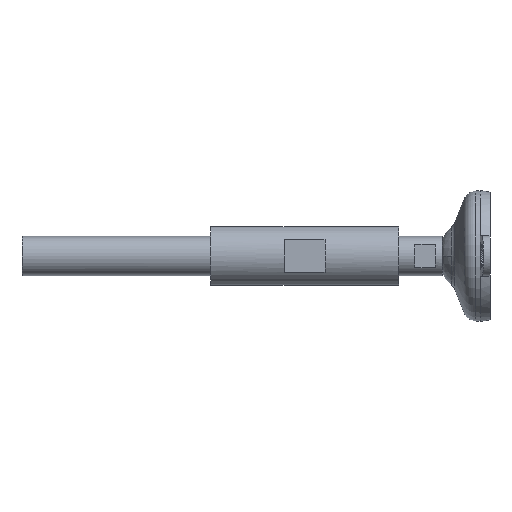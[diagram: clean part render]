
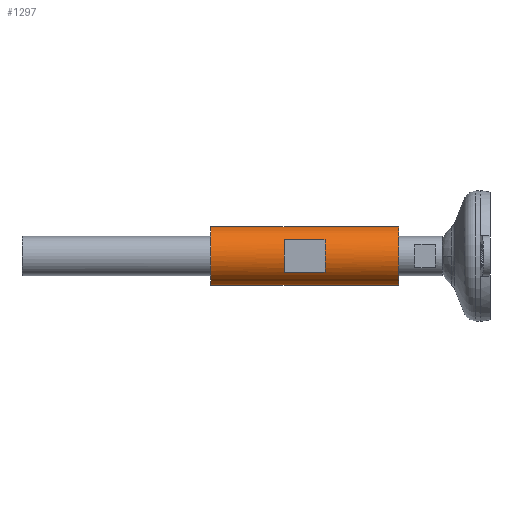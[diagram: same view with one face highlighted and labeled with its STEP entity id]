
A CAD part, left-side view. The second image highlights one B-rep face of the part: STEP entity #1297.
In plain terms, the highlighted cylindrical face has radius 18 mm (diameter 36 mm), a partial arc.
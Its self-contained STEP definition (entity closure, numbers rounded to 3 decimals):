
#10 = CARTESIAN_POINT ( 'NONE',  ( -15., 56., -9.95 ) ) ;
#13 = DIRECTION ( 'NONE',  ( 0., -1., 0. ) ) ;
#30 = EDGE_CURVE ( 'NONE', #1205, #1181, #730, .T. ) ;
#40 = CARTESIAN_POINT ( 'NONE',  ( -15., 101., -9.95 ) ) ;
#60 = ORIENTED_EDGE ( 'NONE', *, *, #536, .T. ) ;
#68 = CARTESIAN_POINT ( 'NONE',  ( 0., 171., 0. ) ) ;
#113 = CYLINDRICAL_SURFACE ( 'NONE', #1509, 18. ) ;
#149 = AXIS2_PLACEMENT_3D ( 'NONE', #723, #1239, #1113 ) ;
#152 = LINE ( 'NONE', #1562, #298 ) ;
#171 = VERTEX_POINT ( 'NONE', #327 ) ;
#174 = VERTEX_POINT ( 'NONE', #1240 ) ;
#219 = VECTOR ( 'NONE', #792, 1000. ) ;
#253 = LINE ( 'NONE', #1560, #676 ) ;
#298 = VECTOR ( 'NONE', #371, 1000. ) ;
#327 = CARTESIAN_POINT ( 'NONE',  ( 0., 56., -18. ) ) ;
#329 = CARTESIAN_POINT ( 'NONE',  ( -15., 56., 9.95 ) ) ;
#366 = EDGE_LOOP ( 'NONE', ( #1306, #954, #1427, #461 ) ) ;
#371 = DIRECTION ( 'NONE',  ( 0., -1., 0. ) ) ;
#376 = VERTEX_POINT ( 'NONE', #1667 ) ;
#414 = EDGE_CURVE ( 'NONE', #174, #829, #1057, .T. ) ;
#418 = DIRECTION ( 'NONE',  ( 0., 0., 1. ) ) ;
#461 = ORIENTED_EDGE ( 'NONE', *, *, #1260, .F. ) ;
#478 = ORIENTED_EDGE ( 'NONE', *, *, #30, .T. ) ;
#536 = EDGE_CURVE ( 'NONE', #1181, #1456, #773, .T. ) ;
#565 = EDGE_CURVE ( 'NONE', #174, #1477, #152, .T. ) ;
#608 = DIRECTION ( 'NONE',  ( 0., -1., 0. ) ) ;
#618 = CARTESIAN_POINT ( 'NONE',  ( -15., 101., 9.95 ) ) ;
#625 = FACE_OUTER_BOUND ( 'NONE', #366, .T. ) ;
#676 = VECTOR ( 'NONE', #1540, 1000. ) ;
#718 = LINE ( 'NONE', #329, #1134 ) ;
#723 = CARTESIAN_POINT ( 'NONE',  ( 0., 56., 0. ) ) ;
#730 = CIRCLE ( 'NONE', #1554, 18. ) ;
#736 = DIRECTION ( 'NONE',  ( 0., -1., 0. ) ) ;
#773 = LINE ( 'NONE', #10, #219 ) ;
#792 = DIRECTION ( 'NONE',  ( 0., 1., 0. ) ) ;
#797 = CARTESIAN_POINT ( 'NONE',  ( 0., 126., 0. ) ) ;
#798 = CARTESIAN_POINT ( 'NONE',  ( -15., 126., -9.95 ) ) ;
#799 = ORIENTED_EDGE ( 'NONE', *, *, #832, .T. ) ;
#817 = CIRCLE ( 'NONE', #1263, 18. ) ;
#829 = VERTEX_POINT ( 'NONE', #997 ) ;
#832 = EDGE_CURVE ( 'NONE', #376, #1205, #718, .T. ) ;
#859 = CARTESIAN_POINT ( 'NONE',  ( 0., 56., 18. ) ) ;
#954 = ORIENTED_EDGE ( 'NONE', *, *, #414, .T. ) ;
#997 = CARTESIAN_POINT ( 'NONE',  ( 0., 171., -18. ) ) ;
#1010 = EDGE_CURVE ( 'NONE', #829, #171, #253, .T. ) ;
#1045 = FACE_BOUND ( 'NONE', #1147, .T. ) ;
#1057 = CIRCLE ( 'NONE', #1392, 18. ) ;
#1113 = DIRECTION ( 'NONE',  ( 0., 0., -1. ) ) ;
#1134 = VECTOR ( 'NONE', #736, 1000. ) ;
#1139 = EDGE_CURVE ( 'NONE', #1456, #376, #817, .T. ) ;
#1147 = EDGE_LOOP ( 'NONE', ( #799, #478, #60, #1208 ) ) ;
#1181 = VERTEX_POINT ( 'NONE', #40 ) ;
#1205 = VERTEX_POINT ( 'NONE', #618 ) ;
#1208 = ORIENTED_EDGE ( 'NONE', *, *, #1139, .T. ) ;
#1239 = DIRECTION ( 'NONE',  ( 0., -1., 0. ) ) ;
#1240 = CARTESIAN_POINT ( 'NONE',  ( 0., 171., 18. ) ) ;
#1259 = CIRCLE ( 'NONE', #149, 18. ) ;
#1260 = EDGE_CURVE ( 'NONE', #1477, #171, #1259, .T. ) ;
#1263 = AXIS2_PLACEMENT_3D ( 'NONE', #797, #1328, #418 ) ;
#1290 = DIRECTION ( 'NONE',  ( 0., -1., 0. ) ) ;
#1297 = ADVANCED_FACE ( 'NONE', ( #625, #1045 ), #113, .T. ) ;
#1306 = ORIENTED_EDGE ( 'NONE', *, *, #565, .F. ) ;
#1328 = DIRECTION ( 'NONE',  ( 0., 1., 0. ) ) ;
#1382 = DIRECTION ( 'NONE',  ( 0., 0., -1. ) ) ;
#1392 = AXIS2_PLACEMENT_3D ( 'NONE', #68, #608, #1382 ) ;
#1402 = CARTESIAN_POINT ( 'NONE',  ( 0., 56., 0. ) ) ;
#1425 = CARTESIAN_POINT ( 'NONE',  ( 0., 101., 0. ) ) ;
#1427 = ORIENTED_EDGE ( 'NONE', *, *, #1010, .T. ) ;
#1456 = VERTEX_POINT ( 'NONE', #798 ) ;
#1477 = VERTEX_POINT ( 'NONE', #859 ) ;
#1509 = AXIS2_PLACEMENT_3D ( 'NONE', #1402, #1290, #1681 ) ;
#1540 = DIRECTION ( 'NONE',  ( 0., -1., 0. ) ) ;
#1554 = AXIS2_PLACEMENT_3D ( 'NONE', #1425, #13, #1692 ) ;
#1560 = CARTESIAN_POINT ( 'NONE',  ( 0., 56., -18. ) ) ;
#1562 = CARTESIAN_POINT ( 'NONE',  ( 0., 56., 18. ) ) ;
#1667 = CARTESIAN_POINT ( 'NONE',  ( -15., 126., 9.95 ) ) ;
#1681 = DIRECTION ( 'NONE',  ( 0., 0., -1. ) ) ;
#1692 = DIRECTION ( 'NONE',  ( 0., 0., -1. ) ) ;
